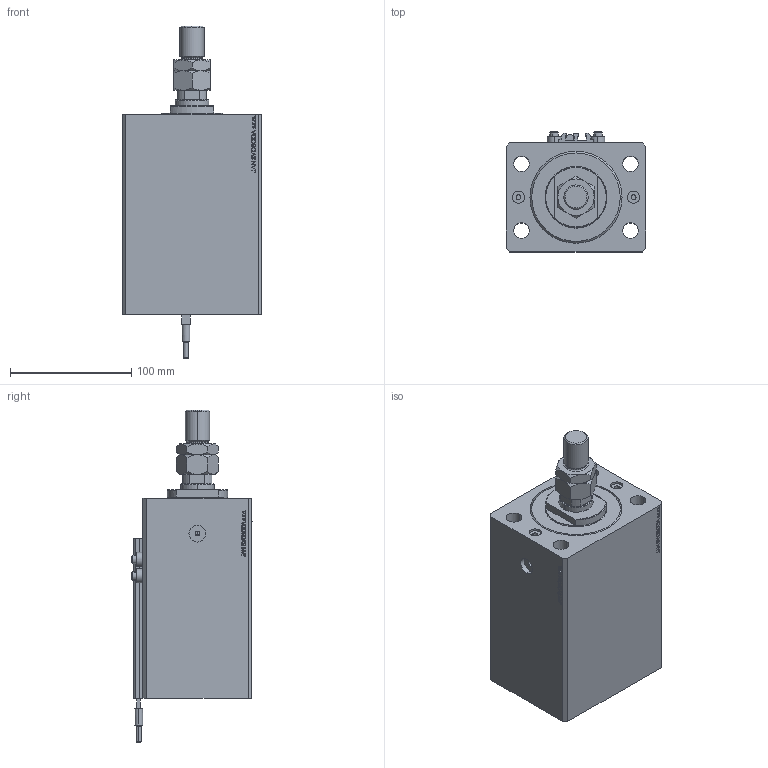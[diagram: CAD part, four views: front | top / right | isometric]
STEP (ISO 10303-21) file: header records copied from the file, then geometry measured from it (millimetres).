
FILE_DESCRIPTION (( 'STEP AP203' ), '1' );
FILE_NAME ('7419.STEP', '2021-03-16T18:59:09', ( '' ), ( '' ), 'SwSTEP 2.0', 'SolidWorks 2019', '' );
FILE_SCHEMA (( 'CONFIG_CONTROL_DESIGN' ));
Length unit declared in the file: millimetre
Products named in the file (7): V250CE_C_VCP b0990295940c3a110a53a9b0e88012df; V250CE_C b0990295940c3a110a53a9b0e88012df; MTA b0990295940c3a110a53a9b0e88012df; V250CE_VC_C b0990295940c3a110a53a9b0e88012df; SWITCH_V250CE; ALLEN BOLT V250CE b0990295940c3a110a53a9b0e88012df; 7419
Assembly tree (9 placements, depth 2):
  7419
    V250CE_C b0990295940c3a110a53a9b0e88012df
    ALLEN BOLT V250CE b0990295940c3a110a53a9b0e88012df  x4
    V250CE_C_VCP b0990295940c3a110a53a9b0e88012df
    V250CE_VC_C b0990295940c3a110a53a9b0e88012df
    MTA b0990295940c3a110a53a9b0e88012df
    SWITCH_V250CE
Bounding box: 115 x 99 x 273.9 mm (x, y, z)
Volume: 1471923.4 mm3; surface area: 214717.5 mm2
Topology: 10 solids, 10 shells, 1109 faces, 2757 edges, 1787 vertices
Faces by surface type: plane 535, bspline 374, cylinder 96, cone 86, torus 18
Entity records: 49633 total; most frequent: CARTESIAN_POINT 26536, ORIENTED_EDGE 5204, DIRECTION 3352, EDGE_CURVE 2602, VERTEX_POINT 1703, LINE 1538, VECTOR 1538, EDGE_LOOP 1157
